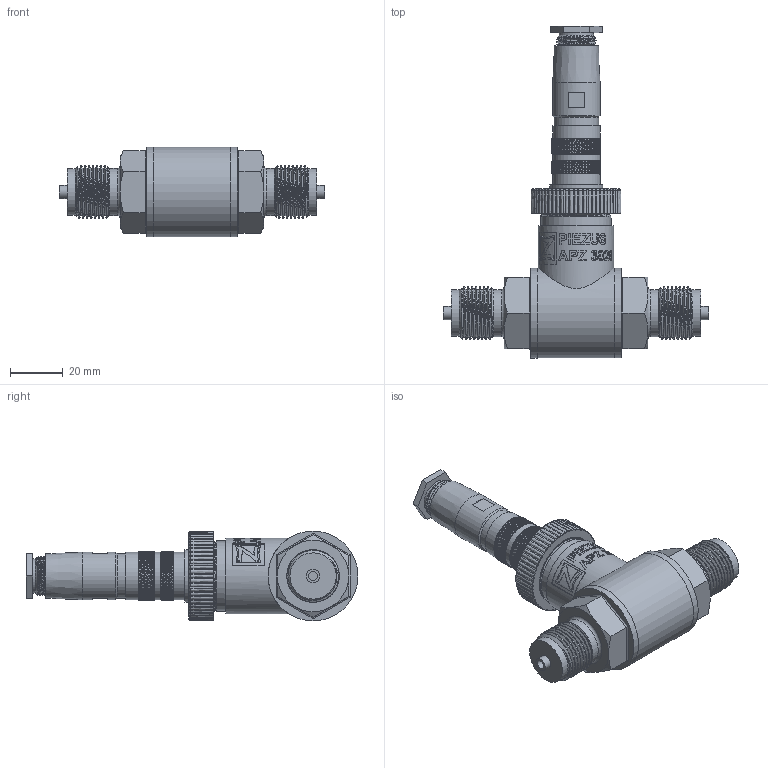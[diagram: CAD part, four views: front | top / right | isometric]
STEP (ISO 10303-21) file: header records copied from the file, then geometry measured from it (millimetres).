
FILE_DESCRIPTION(/* description */ (''),/* implementation_level */ '2;1');
FILE_NAME(/* name */ 'APZ3020_M20x1,5EN-axial_Binder.step',/* time_stamp */ '2021-07-28T15:15:47+03:00',/* author */ (''),/* organization */ (''),/* preprocessor_version */ 'ST-DEVELOPER v18.1',/* originating_system */ 'Autodesk Translation Framework v10.9.0.1377',/* authorisation */ '');
FILE_SCHEMA (('AUTOMOTIVE_DESIGN { 1 0 10303 214 3 1 1 }'));
Length unit declared in the file: millimetre
Products named in the file (9): АПЗ 3020 - filled; M20x1,5 EN; shell; shell2; nut M27x1.5 v8; Binder 723 assembly v4; Binder 723 female v10; Binder 723 male v8; nut3
Assembly tree (8 placements, depth 3):
  АПЗ 3020 - filled
    M20x1,5 EN
    shell
    shell2
    nut M27x1.5 v8
    Binder 723 assembly v4
      Binder 723 female v10
      Binder 723 male v8
    nut3
Bounding box: 100.4 x 125.63 x 34 mm (x, y, z)
Volume: 89666.4 mm3; surface area: 36312.7 mm2
Topology: 8 solids, 8 shells, 3597 faces, 9093 edges, 5942 vertices
Faces by surface type: plane 2165, cylinder 674, bspline 442, cone 311, torus 5
Full cylindrical faces by diameter (mm): 1 x15, 1.5 x5, 3.3 x2, 5 x2, 10 x1, 11.8 x1, 12 x1, 13 x1, 13.5 x1, 13.741 x3, 14.884 x2, 15.044 x5, 15.2 x1, 15.908 x4, 16.8 x1, 17.044 x7, 17.283 x6, 17.5 x2, 17.6 x1, 17.8 x2, 17.908 x7, 18 x4, 18.124 x7, 18.137 x14, 18.161 x2, 19.85 x12, 20 x1, 21.4 x2, 22.3 x1, 23.6 x1
Entity records: 137632 total; most frequent: CARTESIAN_POINT 51836, DIRECTION 18191, ORIENTED_EDGE 18186, EDGE_CURVE 9093, AXIS2_PLACEMENT_3D 7833, VERTEX_POINT 5942, EDGE_LOOP 4037, ELLIPSE 3882
